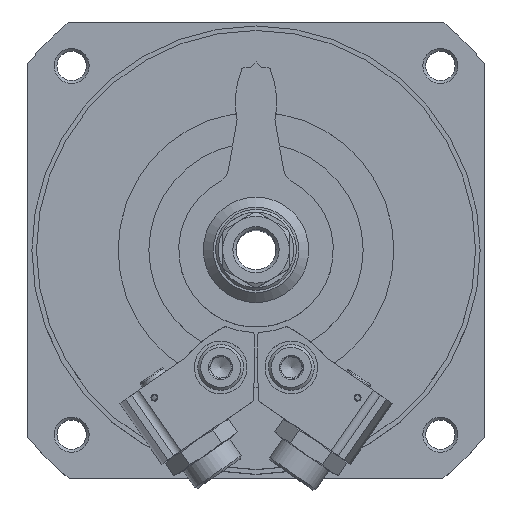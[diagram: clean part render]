
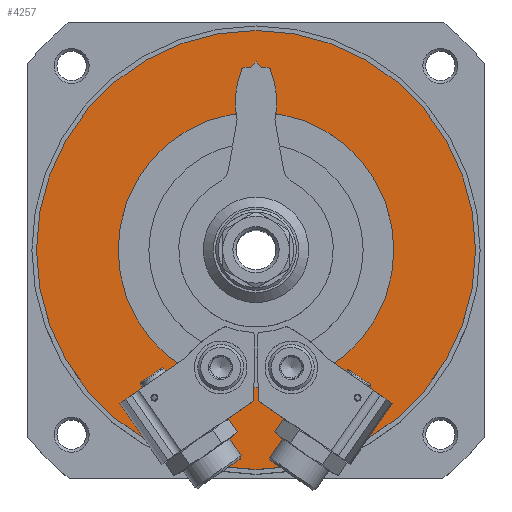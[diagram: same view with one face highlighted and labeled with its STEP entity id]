
A CAD part, top view. The second image highlights one B-rep face of the part: STEP entity #4257.
In plain terms, the highlighted face is planar.
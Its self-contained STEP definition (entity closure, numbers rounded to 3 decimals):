
#198=PLANE('',#4705);
#841=ORIENTED_EDGE('',*,*,#1897,.F.);
#842=ORIENTED_EDGE('',*,*,#1898,.T.);
#1897=EDGE_CURVE('',#2435,#2435,#2846,.T.);
#1898=EDGE_CURVE('',#2436,#2436,#2847,.T.);
#2435=VERTEX_POINT('',#6884);
#2436=VERTEX_POINT('',#6886);
#2846=CIRCLE('',#4706,62.5);
#2847=CIRCLE('',#4707,39.25);
#3164=EDGE_LOOP('',(#841));
#3165=EDGE_LOOP('',(#842));
#3669=FACE_BOUND('',#3164,.T.);
#3670=FACE_BOUND('',#3165,.T.);
#4257=ADVANCED_FACE('',(#3669,#3670),#198,.F.);
#4705=AXIS2_PLACEMENT_3D('',#6882,#5405,#5406);
#4706=AXIS2_PLACEMENT_3D('',#6883,#5407,#5408);
#4707=AXIS2_PLACEMENT_3D('',#6885,#5409,#5410);
#5405=DIRECTION('',(1.,0.,0.));
#5406=DIRECTION('',(0.,0.,-1.));
#5407=DIRECTION('',(1.,0.,0.));
#5408=DIRECTION('',(0.,0.,-1.));
#5409=DIRECTION('',(1.,0.,0.));
#5410=DIRECTION('',(0.,0.,-1.));
#6882=CARTESIAN_POINT('',(-69.,0.,0.));
#6883=CARTESIAN_POINT('',(-69.,0.,0.));
#6884=CARTESIAN_POINT('',(-69.,0.,-62.5));
#6885=CARTESIAN_POINT('',(-69.,0.,0.));
#6886=CARTESIAN_POINT('',(-69.,0.,-39.25));
